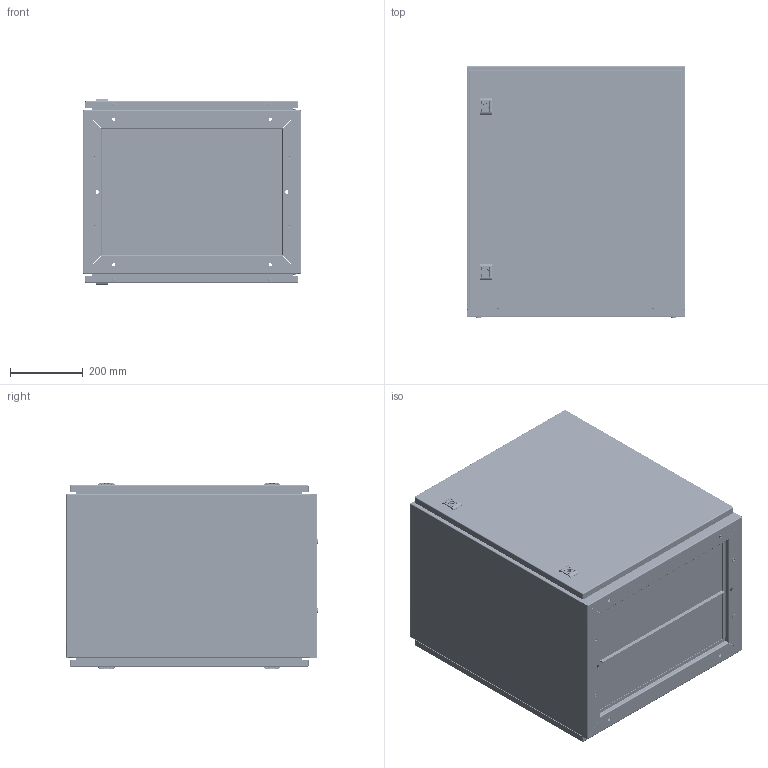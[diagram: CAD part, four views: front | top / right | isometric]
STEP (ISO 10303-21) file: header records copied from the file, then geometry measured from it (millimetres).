
FILE_DESCRIPTION (( 'STEP AP203' ), '1' );
FILE_NAME ('R5CPV600.step', '2013-04-26T11:16:08', ( 'User' ), ( 'DKC' ), 'SwSTEP 2.0', 'SolidWorks 2012', '' );
FILE_SCHEMA (( 'CONFIG_CONTROL_DESIGN' ));
Products named in the file (37): R5CPV600; vite m8x12 ac00c476_DIN 7984 - M8 x 12 --- 12S; AC00C490_AC00C490; flange nut m81_Flange Nut M8; AC00C237; Mounting plate CN,VN base_LC07C001 (R5PC600) 600; AC00C453; Bottom end-cap VN_LR04C001 600,1200; Inserto filettato M6...; Assem door_LE02C066  600mm; MOLLA AC00C344_AC00C344; Handle small door CE_�� 㬮�砭��; Sealant AC00356_�� 㬮�砭��; AC00C348_�� 㬮�砭��; Hex Flange Bolt M6x10_ISO 4162 - M6 x 12 x 12-S; Linguetta CE_handle CE; Inserto a doppio pettine AC00C443_AC00C343; BASETTA ESTERNA PER BOX AC00C503_AC00C503; End-cup AC00C112; CERNIERA SALDATA_AC00C398; PN sealant for door_600; Door_600; End-cup AC00C383; Hinge CE (mirror) (1); Hinge CE (1); Perno AC00C401 (3)_AC00C401; Tapping screw 4.2x16 (1)_Tapping screw 4.2x16; CERNIERA AC00C399; blocchetto fissaggio cerniera AC00C354_AC00C354; Body of control desk VN base_LR01S007  600mm; end-cap_AC00C061; land_�� 㬮�砭��; Fixing holder LR01C018_LR01C018; Left side VN LR01C015_MirrorLE01C051; Front top profile CN_LC01C022  600mm; Front bottom profile_LE01C053  600mm; Left side VN LR01C015_LR01C015
Assembly tree (88 placements, depth 4):
  R5CPV600
    Body of control desk VN base_LR01S007  600mm
      Left side VN LR01C015_LR01C015
      Front bottom profile_LE01C053  600mm  x2
      Front top profile CN_LC01C022  600mm  x2
      Left side VN LR01C015_MirrorLE01C051
      Fixing holder LR01C018_LR01C018  x4
      land_�� 㬮�砭��  x4
      end-cap_AC00C061  x4
    Hinge CE (1)  x2
      blocchetto fissaggio cerniera AC00C354_AC00C354
      CERNIERA AC00C399
      Tapping screw 4.2x16 (1)_Tapping screw 4.2x16
      Perno AC00C401 (3)_AC00C401
    Hinge CE (mirror) (1)  x2
      blocchetto fissaggio cerniera AC00C354_AC00C354
      CERNIERA AC00C399
      Tapping screw 4.2x16 (1)_Tapping screw 4.2x16
      Perno AC00C401 (3)_AC00C401
    End-cup AC00C383  x4
    Assem door_LE02C066  600mm  x2
      Door_600
      PN sealant for door_600
      CERNIERA SALDATA_AC00C398
      End-cup AC00C112
      Handle small door CE_�� 㬮�砭��
        BASETTA ESTERNA PER BOX AC00C503_AC00C503
        Inserto a doppio pettine AC00C443_AC00C343
        Linguetta CE_handle CE
        Hex Flange Bolt M6x10_ISO 4162 - M6 x 12 x 12-S
        AC00C348_�� 㬮�砭��
        Sealant AC00356_�� 㬮�砭��
      MOLLA AC00C344_AC00C344
      land_�� 㬮�砭��
      end-cap_AC00C061
    Inserto filettato M6...  x4
    Bottom end-cap VN_LR04C001 600,1200  x2
    AC00C453  x4
    Hex Flange Bolt M6x10_ISO 4162 - M6 x 12 x 12-S  x4
    Mounting plate CN,VN base_LC07C001 (R5PC600) 600
    AC00C237  x2
    flange nut m81_Flange Nut M8  x4
    AC00C490_AC00C490  x2
    vite m8x12 ac00c476_DIN 7984 - M8 x 12 --- 12S  x4
Bounding box: 600 x 691.5 x 512.93 mm (x, y, z)
Volume: 4786008.3 mm3; surface area: 5680274.2 mm2
Topology: 129 solids, 129 shells, 10150 faces, 26582 edges, 16944 vertices
Faces by surface type: plane 3260, bspline 2978, cylinder 2356, cone 1260, torus 264, sphere 32
Entity records: 153877 total; most frequent: CARTESIAN_POINT 94510, ORIENTED_EDGE 12152, DIRECTION 9914, EDGE_CURVE 6076, VERTEX_POINT 3812, AXIS2_PLACEMENT_3D 3351, LINE 3212, VECTOR 3212
